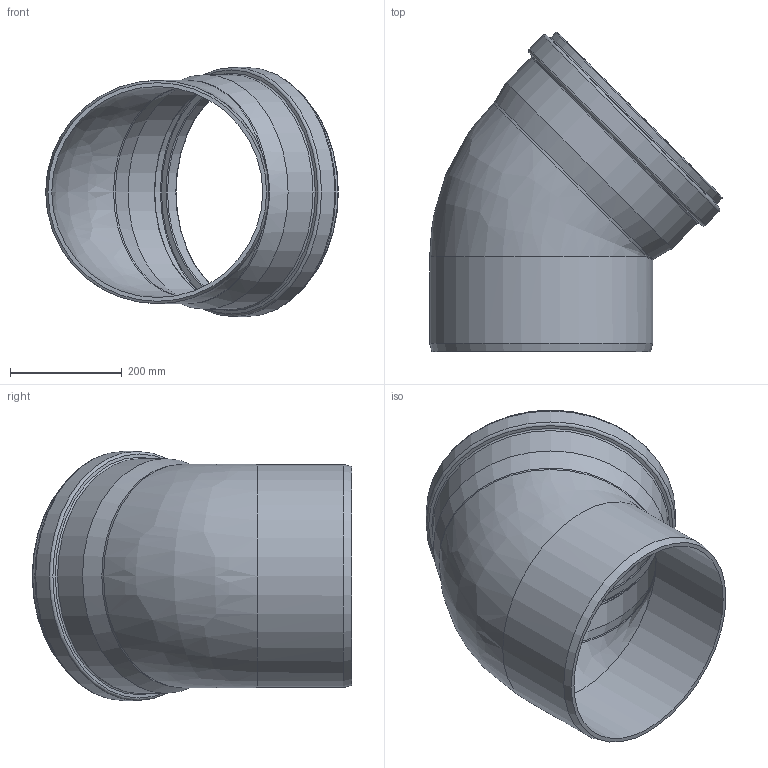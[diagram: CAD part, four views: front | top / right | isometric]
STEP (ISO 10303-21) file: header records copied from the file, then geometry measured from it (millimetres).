
FILE_DESCRIPTION(/* description */ (''),/* implementation_level */ '2;1');
FILE_NAME(/* name */ '226220 KGB Bogen DN_OD 400_45°.stp',/* time_stamp */ '2017-05-22T14:14:40+02:00',/* author */ ('user1'),/* organization */ (''),/* preprocessor_version */ 'ST-DEVELOPER v16.1',/* originating_system */ 'Autodesk Inventor 2016',/* authorisation */ '');
FILE_SCHEMA (('AUTOMOTIVE_DESIGN { 1 0 10303 214 3 1 1 }'));
Length unit declared in the file: millimetre
Products named in the file (1): 226220 KGB Bogen DN_OD 400_45°
Bounding box: 524.98 x 572.98 x 447.1 mm (x, y, z)
Volume: 6140795.2 mm3; surface area: 1301824.4 mm2
Topology: 1 solids, 1 shells, 34 faces, 74 edges, 40 vertices
Faces by surface type: cylinder 10, torus 10, cone 7, bspline 5, plane 2
Full cylindrical faces by diameter (mm): 378.35 x2, 400.35 x1, 402 x1, 402.4 x1, 421.1 x1, 421.4 x1, 429.1 x1, 447.1 x1
Entity records: 911 total; most frequent: CARTESIAN_POINT 289, DIRECTION 130, ORIENTED_EDGE 86, AXIS2_PLACEMENT_3D 65, EDGE_LOOP 62, EDGE_CURVE 43, VERTEX_POINT 37, FACE_OUTER_BOUND 34
